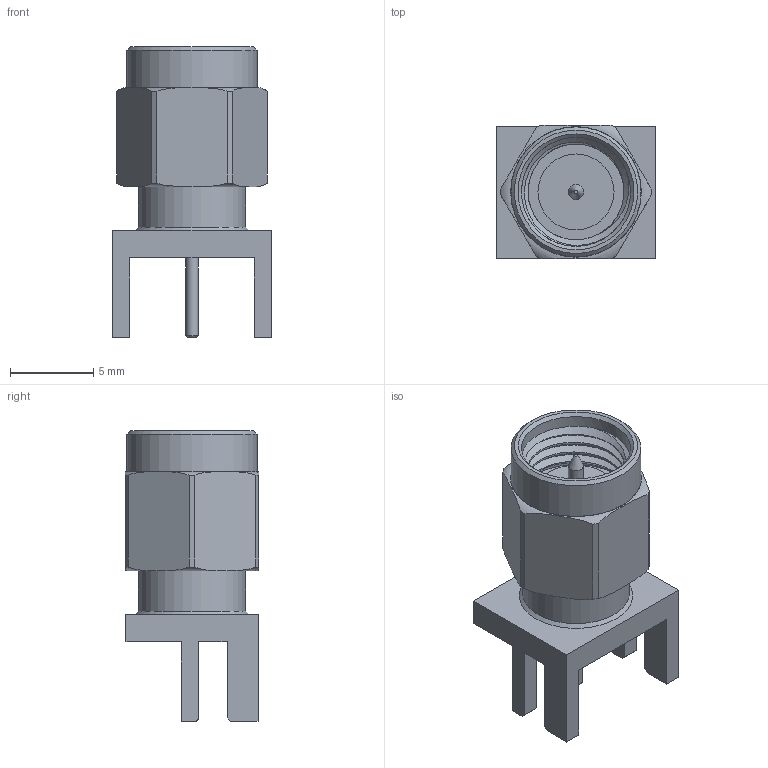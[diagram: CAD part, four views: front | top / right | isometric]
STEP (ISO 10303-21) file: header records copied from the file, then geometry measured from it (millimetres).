
FILE_DESCRIPTION(/* description */ ('Unknown'),/* implementation_level */ '2;1');
FILE_NAME(/* name */ '60314202124525',/* time_stamp */ '2018-09-19T16:31:26+02:00',/* author */ ('Unknown'),/* organization */ ('Unknown'),/* preprocessor_version */ 'ST-DEVELOPER v16.7',/* originating_system */ 'DEX',/* authorisation */ $);
FILE_SCHEMA (('AUTOMOTIVE_DESIGN {1 0 10303 214 3 1 1}'));
Length unit declared in the file: millimetre
Products named in the file (1): 60314202124525
Bounding box: 9.52 x 8 x 17.43 mm (x, y, z)
Volume: 542.6 mm3; surface area: 997.6 mm2
Topology: 1 solids, 2 shells, 91 faces, 220 edges, 145 vertices
Faces by surface type: plane 57, cylinder 20, cone 10, torus 2, bspline 2
Full cylindrical faces by diameter (mm): 0.76 x1, 0.92 x1, 1 x1, 1.27 x2, 4.56 x2, 4.8 x1, 6.42 x2, 6.5 x1, 6.55 x5, 7 x1, 7.8 x1
Entity records: 3545 total; most frequent: CARTESIAN_POINT 1061, DIRECTION 364, ORIENTED_EDGE 344, EDGE_CURVE 172, AXIS2_PLACEMENT_3D 137, EDGE_LOOP 130, FACE_BOUND 130, VERTEX_POINT 126
